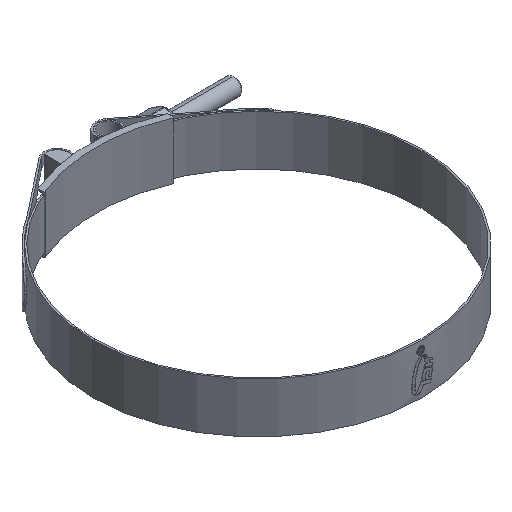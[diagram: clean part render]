
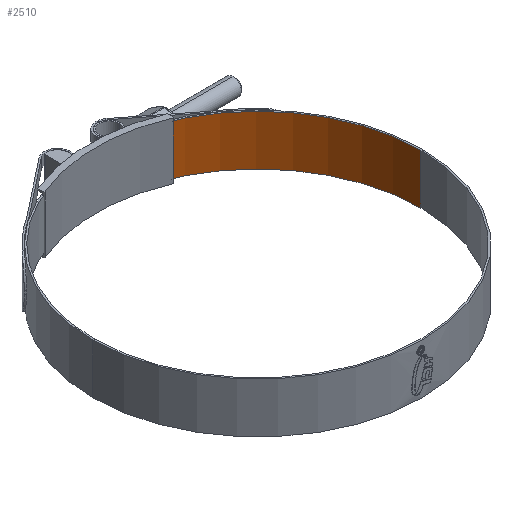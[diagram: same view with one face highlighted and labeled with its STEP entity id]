
A CAD part, isometric view. The second image highlights one B-rep face of the part: STEP entity #2510.
In plain terms, the highlighted cylindrical face has radius 63 mm (diameter 126 mm), a partial arc.
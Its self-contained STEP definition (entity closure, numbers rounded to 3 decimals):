
#214 = DIRECTION ( 'NONE',  ( 0., 0., -1. ) ) ;
#1253 = DIRECTION ( 'NONE',  ( 0., 0., -1. ) ) ;
#1546 = LINE ( 'NONE', #5990, #7252 ) ;
#1653 = FACE_OUTER_BOUND ( 'NONE', #6851, .T. ) ;
#2510 = ADVANCED_FACE ( 'NONE', ( #1653 ), #9412, .F. ) ;
#2875 = VERTEX_POINT ( 'NONE', #8963 ) ;
#3385 = CIRCLE ( 'NONE', #11568, 63. ) ;
#3517 = DIRECTION ( 'NONE',  ( 0., 0., -1. ) ) ;
#3855 = ORIENTED_EDGE ( 'NONE', *, *, #12254, .T. ) ;
#3879 = CARTESIAN_POINT ( 'NONE',  ( 9.265, 62.315, -9.65 ) ) ;
#4555 = LINE ( 'NONE', #11373, #6650 ) ;
#4788 = ORIENTED_EDGE ( 'NONE', *, *, #7733, .T. ) ;
#5438 = CIRCLE ( 'NONE', #10133, 63. ) ;
#5769 = VERTEX_POINT ( 'NONE', #9152 ) ;
#5990 = CARTESIAN_POINT ( 'NONE',  ( 9.265, 62.315, 9.65 ) ) ;
#6032 = CARTESIAN_POINT ( 'NONE',  ( 0., 0., 9.65 ) ) ;
#6510 = EDGE_CURVE ( 'NONE', #5769, #2875, #5438, .T. ) ;
#6650 = VECTOR ( 'NONE', #1253, 1000. ) ;
#6739 = ORIENTED_EDGE ( 'NONE', *, *, #14006, .F. ) ;
#6851 = EDGE_LOOP ( 'NONE', ( #6739, #11448, #4788, #3855 ) ) ;
#7252 = VECTOR ( 'NONE', #214, 1000. ) ;
#7690 = CARTESIAN_POINT ( 'NONE',  ( 63., 0., -9.65 ) ) ;
#7733 = EDGE_CURVE ( 'NONE', #5769, #10653, #1546, .T. ) ;
#8330 = VERTEX_POINT ( 'NONE', #7690 ) ;
#8963 = CARTESIAN_POINT ( 'NONE',  ( 63., 0., 9.65 ) ) ;
#9152 = CARTESIAN_POINT ( 'NONE',  ( 9.265, 62.315, 9.65 ) ) ;
#9412 = CYLINDRICAL_SURFACE ( 'NONE', #10408, 63. ) ;
#9989 = CARTESIAN_POINT ( 'NONE',  ( 0., 0., -9.65 ) ) ;
#10133 = AXIS2_PLACEMENT_3D ( 'NONE', #14165, #12264, #11965 ) ;
#10408 = AXIS2_PLACEMENT_3D ( 'NONE', #6032, #13881, #10515 ) ;
#10515 = DIRECTION ( 'NONE',  ( -1., 0., 0. ) ) ;
#10653 = VERTEX_POINT ( 'NONE', #3879 ) ;
#11063 = DIRECTION ( 'NONE',  ( -1., 0., 0. ) ) ;
#11373 = CARTESIAN_POINT ( 'NONE',  ( 63., 0., 9.65 ) ) ;
#11448 = ORIENTED_EDGE ( 'NONE', *, *, #6510, .F. ) ;
#11568 = AXIS2_PLACEMENT_3D ( 'NONE', #9989, #3517, #11063 ) ;
#11965 = DIRECTION ( 'NONE',  ( -1., 0., 0. ) ) ;
#12254 = EDGE_CURVE ( 'NONE', #10653, #8330, #3385, .T. ) ;
#12264 = DIRECTION ( 'NONE',  ( 0., 0., -1. ) ) ;
#13881 = DIRECTION ( 'NONE',  ( 0., 0., -1. ) ) ;
#14006 = EDGE_CURVE ( 'NONE', #2875, #8330, #4555, .T. ) ;
#14165 = CARTESIAN_POINT ( 'NONE',  ( 0., 0., 9.65 ) ) ;
